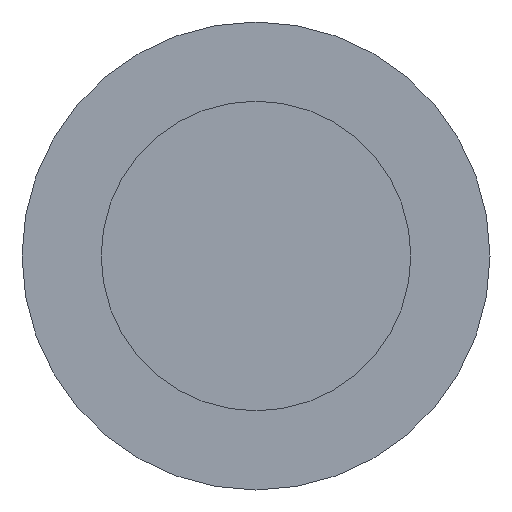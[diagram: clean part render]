
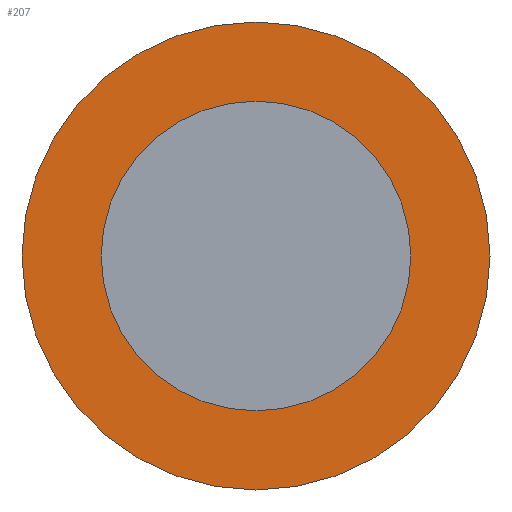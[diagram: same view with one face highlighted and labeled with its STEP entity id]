
A CAD part, front view. The second image highlights one B-rep face of the part: STEP entity #207.
In plain terms, the highlighted planar face has unit normal (0, -1, 0).
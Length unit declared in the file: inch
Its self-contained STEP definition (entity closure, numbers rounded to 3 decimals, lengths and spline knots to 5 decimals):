
#20=PLANE('',#245);
#28=FACE_BOUND('',#73,.T.);
#38=CIRCLE('',#244,0.187);
#39=CIRCLE('',#246,0.12375);
#52=FACE_OUTER_BOUND('',#72,.T.);
#72=EDGE_LOOP('',(#182));
#73=EDGE_LOOP('',(#183));
#111=VERTEX_POINT('',#428);
#112=VERTEX_POINT('',#432);
#134=EDGE_CURVE('',#111,#111,#38,.T.);
#136=EDGE_CURVE('',#112,#112,#39,.T.);
#182=ORIENTED_EDGE('',*,*,#134,.T.);
#183=ORIENTED_EDGE('',*,*,#136,.F.);
#207=ADVANCED_FACE('',(#52,#28),#20,.T.);
#244=AXIS2_PLACEMENT_3D('',#429,#297,#298);
#245=AXIS2_PLACEMENT_3D('',#431,#300,#301);
#246=AXIS2_PLACEMENT_3D('',#433,#302,#303);
#297=DIRECTION('center_axis',(0.,-1.,0.));
#298=DIRECTION('ref_axis',(1.,0.,0.));
#300=DIRECTION('center_axis',(0.,-1.,0.));
#301=DIRECTION('ref_axis',(0.,0.,-1.));
#302=DIRECTION('center_axis',(0.,-1.,0.));
#303=DIRECTION('ref_axis',(1.,0.,0.));
#428=CARTESIAN_POINT('',(-0.187,0.186,0.));
#429=CARTESIAN_POINT('Origin',(0.,0.186,0.));
#431=CARTESIAN_POINT('Origin',(0.12375,0.186,0.));
#432=CARTESIAN_POINT('',(-0.12375,0.186,0.));
#433=CARTESIAN_POINT('Origin',(0.,0.186,0.));
